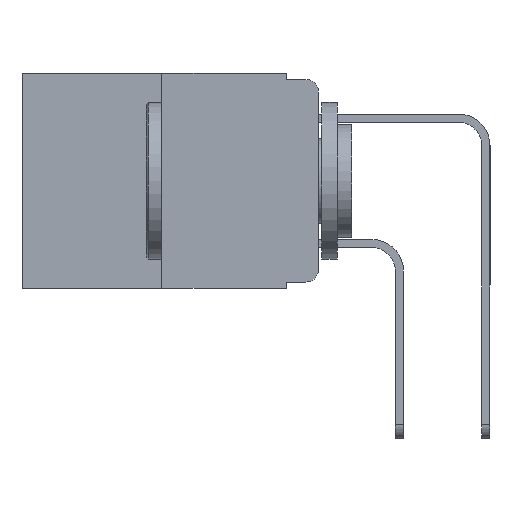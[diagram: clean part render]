
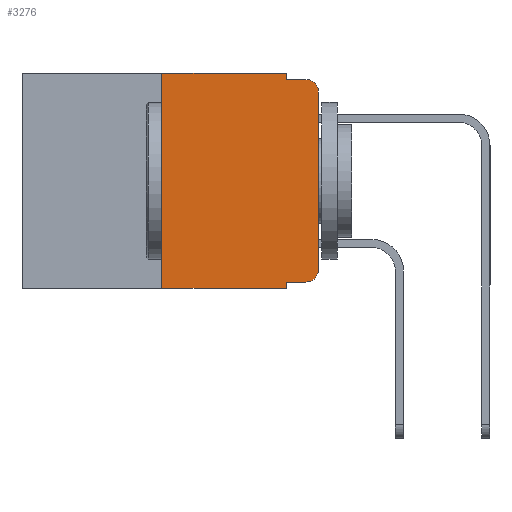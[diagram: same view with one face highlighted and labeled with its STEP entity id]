
A CAD part, left-side view. The second image highlights one B-rep face of the part: STEP entity #3276.
In plain terms, the highlighted planar face has unit normal (-1, 0, 0).
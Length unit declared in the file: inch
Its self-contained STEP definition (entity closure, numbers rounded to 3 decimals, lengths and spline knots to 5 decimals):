
#555 = CARTESIAN_POINT ( 'NONE',  ( 0., 0.051, -0.333 ) ) ;
#706 = EDGE_LOOP ( 'NONE', ( #11056, #14158, #11043, #2233, #13244, #7558, #7865, #8482, #954, #9407 ) ) ;
#954 = ORIENTED_EDGE ( 'NONE', *, *, #3453, .T. ) ;
#973 = CARTESIAN_POINT ( 'NONE',  ( 0., 0.051, 0. ) ) ;
#1014 = VECTOR ( 'NONE', #7888, 39.37008 ) ;
#1016 = DIRECTION ( 'NONE',  ( 0., 0., -1. ) ) ;
#1174 = CARTESIAN_POINT ( 'NONE',  ( 0., 0., 0. ) ) ;
#1498 = CARTESIAN_POINT ( 'NONE',  ( 0., 0.473, -0.343 ) ) ;
#1545 = DIRECTION ( 'NONE',  ( 1., 0., 0. ) ) ;
#1650 = EDGE_CURVE ( 'NONE', #4861, #11270, #6724, .T. ) ;
#1655 = CARTESIAN_POINT ( 'NONE',  ( 0., 0.051, -0.01 ) ) ;
#1950 = LINE ( 'NONE', #1498, #14086 ) ;
#1977 = AXIS2_PLACEMENT_3D ( 'NONE', #12533, #1545, #10206 ) ;
#2233 = ORIENTED_EDGE ( 'NONE', *, *, #7595, .F. ) ;
#2321 = CARTESIAN_POINT ( 'NONE',  ( 0., 0.02, -0.01 ) ) ;
#2444 = CARTESIAN_POINT ( 'NONE',  ( 0., 0.02, -0.333 ) ) ;
#2943 = CARTESIAN_POINT ( 'NONE',  ( 0., 0.25, 0. ) ) ;
#3276 = ADVANCED_FACE ( 'NONE', ( #12463 ), #6650, .F. ) ;
#3451 = VERTEX_POINT ( 'NONE', #14057 ) ;
#3453 = EDGE_CURVE ( 'NONE', #8343, #4861, #13213, .T. ) ;
#3877 = VERTEX_POINT ( 'NONE', #11323 ) ;
#3957 = VECTOR ( 'NONE', #12270, 39.37008 ) ;
#4307 = EDGE_CURVE ( 'NONE', #8343, #12371, #8405, .T. ) ;
#4543 = EDGE_CURVE ( 'NONE', #3877, #12371, #1950, .T. ) ;
#4679 = LINE ( 'NONE', #1655, #7910 ) ;
#4861 = VERTEX_POINT ( 'NONE', #2444 ) ;
#5066 = CARTESIAN_POINT ( 'NONE',  ( 0., 0.051, -0.01 ) ) ;
#5127 = VERTEX_POINT ( 'NONE', #8020 ) ;
#5996 = EDGE_CURVE ( 'NONE', #3877, #14999, #10573, .T. ) ;
#6109 = EDGE_CURVE ( 'NONE', #14999, #3451, #11842, .T. ) ;
#6441 = VECTOR ( 'NONE', #12099, 39.37008 ) ;
#6641 = CARTESIAN_POINT ( 'NONE',  ( 0., 0.051, -0.333 ) ) ;
#6650 = PLANE ( 'NONE',  #1977 ) ;
#6724 = CIRCLE ( 'NONE', #13559, 0.02 ) ;
#7057 = DIRECTION ( 'NONE',  ( -1., 0., 0. ) ) ;
#7256 = LINE ( 'NONE', #1174, #3957 ) ;
#7558 = ORIENTED_EDGE ( 'NONE', *, *, #5996, .F. ) ;
#7595 = EDGE_CURVE ( 'NONE', #3451, #11515, #9586, .T. ) ;
#7667 = DIRECTION ( 'NONE',  ( 0., 0., -1. ) ) ;
#7700 = DIRECTION ( 'NONE',  ( -1., 0., 0. ) ) ;
#7766 = CARTESIAN_POINT ( 'NONE',  ( 0., 0.02, -0.313 ) ) ;
#7865 = ORIENTED_EDGE ( 'NONE', *, *, #4543, .T. ) ;
#7888 = DIRECTION ( 'NONE',  ( 0., 0., 1. ) ) ;
#7910 = VECTOR ( 'NONE', #11492, 39.37008 ) ;
#8020 = CARTESIAN_POINT ( 'NONE',  ( 0., 0., -0.03 ) ) ;
#8093 = CARTESIAN_POINT ( 'NONE',  ( 0., 0.25, 0. ) ) ;
#8125 = VERTEX_POINT ( 'NONE', #2321 ) ;
#8343 = VERTEX_POINT ( 'NONE', #6641 ) ;
#8386 = EDGE_CURVE ( 'NONE', #11515, #8125, #4679, .T. ) ;
#8405 = LINE ( 'NONE', #15529, #14258 ) ;
#8482 = ORIENTED_EDGE ( 'NONE', *, *, #4307, .F. ) ;
#8696 = VECTOR ( 'NONE', #12817, 39.37008 ) ;
#8902 = AXIS2_PLACEMENT_3D ( 'NONE', #14080, #7057, #15201 ) ;
#9161 = EDGE_CURVE ( 'NONE', #5127, #8125, #12107, .T. ) ;
#9407 = ORIENTED_EDGE ( 'NONE', *, *, #1650, .T. ) ;
#9432 = CARTESIAN_POINT ( 'NONE',  ( 0., 0., -0.313 ) ) ;
#9586 = LINE ( 'NONE', #973, #6441 ) ;
#9949 = EDGE_CURVE ( 'NONE', #11270, #5127, #7256, .T. ) ;
#10073 = VECTOR ( 'NONE', #11755, 39.37008 ) ;
#10206 = DIRECTION ( 'NONE',  ( 0., 0., -1. ) ) ;
#10573 = LINE ( 'NONE', #2943, #1014 ) ;
#11043 = ORIENTED_EDGE ( 'NONE', *, *, #8386, .F. ) ;
#11056 = ORIENTED_EDGE ( 'NONE', *, *, #9949, .T. ) ;
#11270 = VERTEX_POINT ( 'NONE', #9432 ) ;
#11323 = CARTESIAN_POINT ( 'NONE',  ( 0., 0.25, -0.343 ) ) ;
#11492 = DIRECTION ( 'NONE',  ( 0., -1., 0. ) ) ;
#11515 = VERTEX_POINT ( 'NONE', #5066 ) ;
#11755 = DIRECTION ( 'NONE',  ( 0., -1., 0. ) ) ;
#11842 = LINE ( 'NONE', #13984, #8696 ) ;
#12099 = DIRECTION ( 'NONE',  ( 0., 0., -1. ) ) ;
#12107 = CIRCLE ( 'NONE', #8902, 0.02 ) ;
#12270 = DIRECTION ( 'NONE',  ( 0., 0., 1. ) ) ;
#12371 = VERTEX_POINT ( 'NONE', #14932 ) ;
#12463 = FACE_OUTER_BOUND ( 'NONE', #706, .T. ) ;
#12533 = CARTESIAN_POINT ( 'NONE',  ( 0., 0.473, 0. ) ) ;
#12817 = DIRECTION ( 'NONE',  ( 0., -1., 0. ) ) ;
#13213 = LINE ( 'NONE', #555, #10073 ) ;
#13244 = ORIENTED_EDGE ( 'NONE', *, *, #6109, .F. ) ;
#13559 = AXIS2_PLACEMENT_3D ( 'NONE', #7766, #7700, #7667 ) ;
#13719 = DIRECTION ( 'NONE',  ( 0., -1., 0. ) ) ;
#13984 = CARTESIAN_POINT ( 'NONE',  ( 0., 0.473, 0. ) ) ;
#14057 = CARTESIAN_POINT ( 'NONE',  ( 0., 0.051, 0. ) ) ;
#14080 = CARTESIAN_POINT ( 'NONE',  ( 0., 0.02, -0.03 ) ) ;
#14086 = VECTOR ( 'NONE', #13719, 39.37008 ) ;
#14158 = ORIENTED_EDGE ( 'NONE', *, *, #9161, .T. ) ;
#14258 = VECTOR ( 'NONE', #1016, 39.37008 ) ;
#14932 = CARTESIAN_POINT ( 'NONE',  ( 0., 0.051, -0.343 ) ) ;
#14999 = VERTEX_POINT ( 'NONE', #8093 ) ;
#15201 = DIRECTION ( 'NONE',  ( 0., 0., -1. ) ) ;
#15529 = CARTESIAN_POINT ( 'NONE',  ( 0., 0.051, 0. ) ) ;
